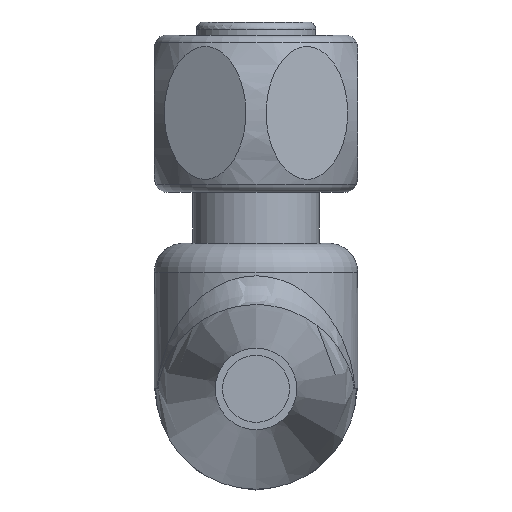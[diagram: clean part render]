
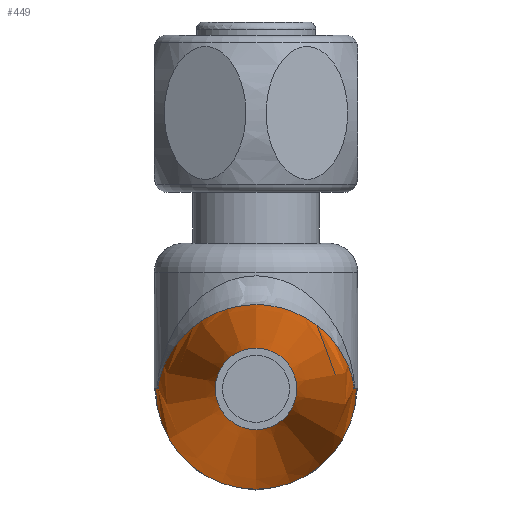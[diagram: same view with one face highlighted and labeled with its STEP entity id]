
A CAD part, front view. The second image highlights one B-rep face of the part: STEP entity #449.
In plain terms, the highlighted conical face has half-angle 7.97 degrees and reference radius 7 mm.
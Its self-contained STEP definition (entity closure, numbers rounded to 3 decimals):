
#204=LINE('',#2412,#260);
#205=LINE('',#2418,#261);
#260=VECTOR('',#1842,1.);
#261=VECTOR('',#1849,1.);
#323=CONICAL_SURFACE('',#1482,7.,7.97);
#343=B_SPLINE_CURVE_WITH_KNOTS('',3,(#2423,#2424,#2425,#2426,#2427,#2428,
#2429,#2430,#2431,#2432,#2433,#2434,#2435,#2436,#2437,#2438,#2439,#2440,
#2441,#2442,#2443,#2444,#2445,#2446,#2447,#2448,#2449,#2450,#2451,#2452,
#2453,#2454,#2455,#2456,#2457,#2458,#2459,#2460,#2461,#2462,#2463,#2464,
#2465,#2466,#2467,#2468,#2469,#2470,#2471,#2472,#2473,#2474,#2475,#2476,
#2477,#2478,#2479,#2480,#2481,#2482,#2483,#2484,#2485,#2486,#2487,#2488,
#2489,#2490,#2491,#2492,#2493,#2494,#2495,#2496,#2497,#2498,#2499,#2500,
#2501,#2502),.UNSPECIFIED.,.F.,.F.,(4,2,2,2,2,2,2,2,2,2,2,2,2,2,2,2,2,2,
2,2,2,2,2,2,2,2,1,2,2,2,2,2,2,2,2,1,2,2,2,2,4),(0.,0.016,0.023,
0.031,0.047,0.055,0.059,
0.062,0.094,0.109,0.117,
0.125,0.187,0.219,0.234,
0.242,0.25,0.375,0.437,
0.469,0.5,0.531,0.562,
0.625,0.75,0.758,0.766,
0.781,0.812,0.875,0.883,
0.891,0.906,0.937,0.941,
0.945,0.953,0.969,0.977,
0.984,1.),.UNSPECIFIED.);
#449=ADVANCED_FACE('',(#542,#543),#323,.T.);
#542=FACE_BOUND('',#654,.T.);
#543=FACE_BOUND('',#655,.T.);
#654=EDGE_LOOP('',(#952,#953,#954,#955));
#655=EDGE_LOOP('',(#956));
#952=ORIENTED_EDGE('',*,*,#1232,.T.);
#953=ORIENTED_EDGE('',*,*,#1237,.T.);
#954=ORIENTED_EDGE('',*,*,#1235,.T.);
#955=ORIENTED_EDGE('',*,*,#1238,.T.);
#956=ORIENTED_EDGE('',*,*,#1224,.F.);
#1075=VERTEX_POINT('',#2354);
#1082=VERTEX_POINT('',#2411);
#1083=VERTEX_POINT('',#2413);
#1084=VERTEX_POINT('',#2417);
#1085=VERTEX_POINT('',#2419);
#1224=EDGE_CURVE('',#1075,#1075,#1314,.T.);
#1232=EDGE_CURVE('',#1083,#1082,#204,.T.);
#1235=EDGE_CURVE('',#1085,#1084,#205,.T.);
#1237=EDGE_CURVE('',#1082,#1085,#1324,.T.);
#1238=EDGE_CURVE('',#1084,#1083,#343,.T.);
#1314=CIRCLE('',#1467,2.8);
#1324=CIRCLE('',#1481,6.896);
#1467=AXIS2_PLACEMENT_3D('',#2353,#1824,#1825);
#1481=AXIS2_PLACEMENT_3D('',#2422,#1854,#1855);
#1482=AXIS2_PLACEMENT_3D('',#2503,#1856,#1857);
#1824=DIRECTION('',(0.,-1.,0.));
#1825=DIRECTION('',(0.,0.,1.));
#1842=DIRECTION('',(-0.139,0.99,0.));
#1849=DIRECTION('',(-0.139,-0.99,0.));
#1854=DIRECTION('',(0.,-1.,0.));
#1855=DIRECTION('',(0.,0.,-1.));
#1856=DIRECTION('',(0.,1.,0.));
#1857=DIRECTION('',(0.,0.,1.));
#2353=CARTESIAN_POINT('',(0.,-30.,-25.2));
#2354=CARTESIAN_POINT('',(0.,-30.,-22.4));
#2411=CARTESIAN_POINT('',(-6.896,-0.741,-25.2));
#2412=CARTESIAN_POINT('',(0.,-50.,-25.2));
#2413=CARTESIAN_POINT('',(-6.713,-2.052,-25.2));
#2417=CARTESIAN_POINT('',(6.713,-2.052,-25.2));
#2418=CARTESIAN_POINT('',(0.,-50.,-25.2));
#2419=CARTESIAN_POINT('',(6.896,-0.741,-25.2));
#2422=CARTESIAN_POINT('',(0.,-0.741,-25.2));
#2423=CARTESIAN_POINT('',(6.713,-2.052,-25.2));
#2424=CARTESIAN_POINT('',(6.713,-2.052,-25.102));
#2425=CARTESIAN_POINT('',(6.707,-2.077,-24.996));
#2426=CARTESIAN_POINT('',(6.688,-2.153,-24.827));
#2427=CARTESIAN_POINT('',(6.681,-2.184,-24.769));
#2428=CARTESIAN_POINT('',(6.661,-2.26,-24.649));
#2429=CARTESIAN_POINT('',(6.644,-2.325,-24.561));
#2430=CARTESIAN_POINT('',(6.621,-2.413,-24.452));
#2431=CARTESIAN_POINT('',(6.601,-2.484,-24.371));
#2432=CARTESIAN_POINT('',(6.564,-2.612,-24.236));
#2433=CARTESIAN_POINT('',(6.551,-2.658,-24.189));
#2434=CARTESIAN_POINT('',(6.528,-2.732,-24.116));
#2435=CARTESIAN_POINT('',(6.52,-2.757,-24.091));
#2436=CARTESIAN_POINT('',(6.504,-2.81,-24.04));
#2437=CARTESIAN_POINT('',(6.488,-2.861,-23.992));
#2438=CARTESIAN_POINT('',(6.476,-2.898,-23.957));
#2439=CARTESIAN_POINT('',(6.443,-3.006,-23.859));
#2440=CARTESIAN_POINT('',(6.347,-3.281,-23.616));
#2441=CARTESIAN_POINT('',(6.306,-3.392,-23.52));
#2442=CARTESIAN_POINT('',(6.231,-3.586,-23.354));
#2443=CARTESIAN_POINT('',(6.203,-3.655,-23.295));
#2444=CARTESIAN_POINT('',(6.141,-3.804,-23.171));
#2445=CARTESIAN_POINT('',(6.095,-3.911,-23.083));
#2446=CARTESIAN_POINT('',(5.876,-4.409,-22.675));
#2447=CARTESIAN_POINT('',(5.663,-4.809,-22.358));
#2448=CARTESIAN_POINT('',(5.338,-5.346,-21.941));
#2449=CARTESIAN_POINT('',(5.228,-5.514,-21.812));
#2450=CARTESIAN_POINT('',(5.065,-5.75,-21.631));
#2451=CARTESIAN_POINT('',(5.01,-5.826,-21.574));
#2452=CARTESIAN_POINT('',(4.929,-5.936,-21.49));
#2453=CARTESIAN_POINT('',(4.902,-5.972,-21.463));
#2454=CARTESIAN_POINT('',(4.848,-6.042,-21.409));
#2455=CARTESIAN_POINT('',(4.837,-6.057,-21.398));
#2456=CARTESIAN_POINT('',(4.108,-6.981,-20.696));
#2457=CARTESIAN_POINT('',(3.322,-7.633,-20.209));
#2458=CARTESIAN_POINT('',(2.096,-8.286,-19.732));
#2459=CARTESIAN_POINT('',(1.679,-8.45,-19.614));
#2460=CARTESIAN_POINT('',(1.051,-8.613,-19.498));
#2461=CARTESIAN_POINT('',(0.841,-8.654,-19.469));
#2462=CARTESIAN_POINT('',(0.422,-8.709,-19.431));
#2463=CARTESIAN_POINT('',(0.183,-8.723,-19.421));
#2464=CARTESIAN_POINT('',(-0.175,-8.723,-19.421));
#2465=CARTESIAN_POINT('',(-0.415,-8.709,-19.43));
#2466=CARTESIAN_POINT('',(-0.835,-8.655,-19.468));
#2467=CARTESIAN_POINT('',(-1.045,-8.615,-19.497));
#2468=CARTESIAN_POINT('',(-1.673,-8.452,-19.613));
#2469=CARTESIAN_POINT('',(-2.091,-8.289,-19.73));
#2470=CARTESIAN_POINT('',(-3.318,-7.636,-20.207));
#2471=CARTESIAN_POINT('',(-4.106,-6.984,-20.694));
#2472=CARTESIAN_POINT('',(-4.835,-6.059,-21.396));
#2473=CARTESIAN_POINT('',(-4.847,-6.044,-21.408));
#2474=CARTESIAN_POINT('',(-4.901,-5.973,-21.461));
#2475=CARTESIAN_POINT('',(-4.982,-5.865,-21.543));
#2476=CARTESIAN_POINT('',(-5.063,-5.751,-21.63));
#2477=CARTESIAN_POINT('',(-5.227,-5.515,-21.81));
#2478=CARTESIAN_POINT('',(-5.337,-5.347,-21.94));
#2479=CARTESIAN_POINT('',(-5.662,-4.811,-22.357));
#2480=CARTESIAN_POINT('',(-5.876,-4.41,-22.674));
#2481=CARTESIAN_POINT('',(-6.095,-3.911,-23.082));
#2482=CARTESIAN_POINT('',(-6.141,-3.805,-23.17));
#2483=CARTESIAN_POINT('',(-6.202,-3.657,-23.294));
#2484=CARTESIAN_POINT('',(-6.23,-3.587,-23.353));
#2485=CARTESIAN_POINT('',(-6.306,-3.393,-23.518));
#2486=CARTESIAN_POINT('',(-6.346,-3.283,-23.614));
#2487=CARTESIAN_POINT('',(-6.442,-3.009,-23.856));
#2488=CARTESIAN_POINT('',(-6.475,-2.901,-23.954));
#2489=CARTESIAN_POINT('',(-6.486,-2.865,-23.988));
#2490=CARTESIAN_POINT('',(-6.503,-2.815,-24.036));
#2491=CARTESIAN_POINT('',(-6.519,-2.762,-24.086));
#2492=CARTESIAN_POINT('',(-6.542,-2.685,-24.161));
#2493=CARTESIAN_POINT('',(-6.563,-2.616,-24.232));
#2494=CARTESIAN_POINT('',(-6.6,-2.488,-24.367));
#2495=CARTESIAN_POINT('',(-6.62,-2.416,-24.448));
#2496=CARTESIAN_POINT('',(-6.643,-2.328,-24.558));
#2497=CARTESIAN_POINT('',(-6.661,-2.262,-24.646));
#2498=CARTESIAN_POINT('',(-6.68,-2.186,-24.766));
#2499=CARTESIAN_POINT('',(-6.688,-2.154,-24.825));
#2500=CARTESIAN_POINT('',(-6.707,-2.077,-24.995));
#2501=CARTESIAN_POINT('',(-6.713,-2.052,-25.101));
#2502=CARTESIAN_POINT('',(-6.713,-2.052,-25.2));
#2503=CARTESIAN_POINT('',(0.,0.,-25.2));
